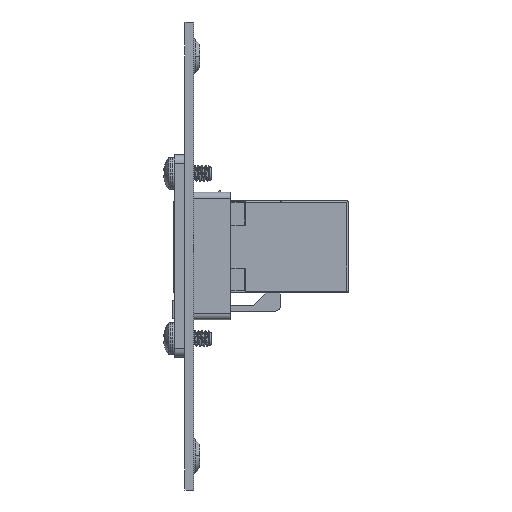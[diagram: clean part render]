
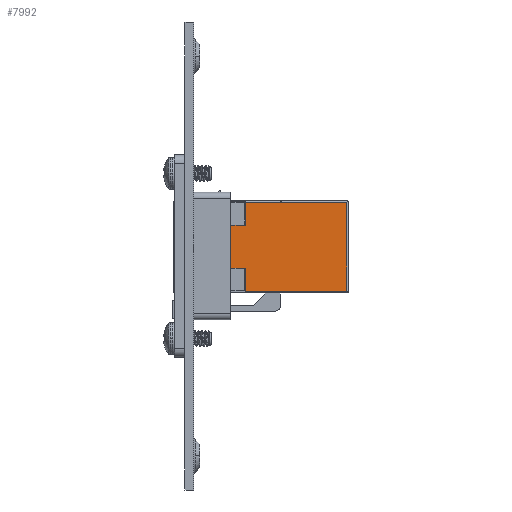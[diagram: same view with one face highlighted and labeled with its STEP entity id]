
A CAD part, left-side view. The second image highlights one B-rep face of the part: STEP entity #7992.
In plain terms, the highlighted face is planar.
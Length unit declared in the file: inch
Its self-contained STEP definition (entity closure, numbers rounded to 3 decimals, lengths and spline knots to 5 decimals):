
#201 = DIRECTION ( 'NONE',  ( 0., 1., 0. ) ) ;
#314 = DIRECTION ( 'NONE',  ( 0., 0., -1. ) ) ;
#357 = DIRECTION ( 'NONE',  ( 0., 0., -1. ) ) ;
#447 = EDGE_CURVE ( 'NONE', #8087, #7086, #9225, .T. ) ;
#545 = DIRECTION ( 'NONE',  ( 0., 0., -1. ) ) ;
#803 = VECTOR ( 'NONE', #17781, 39.37008 ) ;
#835 = EDGE_CURVE ( 'NONE', #1341, #13899, #6663, .T. ) ;
#1001 = VECTOR ( 'NONE', #11467, 39.37008 ) ;
#1030 = CARTESIAN_POINT ( 'NONE',  ( 0.2874, 0.11417, -0.14961 ) ) ;
#1090 = CARTESIAN_POINT ( 'NONE',  ( 0.2874, 0.11417, 0.14961 ) ) ;
#1264 = ORIENTED_EDGE ( 'NONE', *, *, #13219, .F. ) ;
#1341 = VERTEX_POINT ( 'NONE', #2756 ) ;
#1473 = CARTESIAN_POINT ( 'NONE',  ( 0.2874, 0.60236, -0.3189 ) ) ;
#1618 = CARTESIAN_POINT ( 'NONE',  ( 0.2874, 0.20984, 0.14961 ) ) ;
#2403 = EDGE_CURVE ( 'NONE', #9952, #13035, #15715, .T. ) ;
#2534 = AXIS2_PLACEMENT_3D ( 'NONE', #1473, #7436, #17774 ) ;
#2576 = DIRECTION ( 'NONE',  ( 0., 1., 0. ) ) ;
#2756 = CARTESIAN_POINT ( 'NONE',  ( 0.2874, -0.59055, -0.30709 ) ) ;
#3239 = ORIENTED_EDGE ( 'NONE', *, *, #9646, .F. ) ;
#4092 = ORIENTED_EDGE ( 'NONE', *, *, #2403, .F. ) ;
#4123 = ORIENTED_EDGE ( 'NONE', *, *, #7678, .F. ) ;
#4406 = DIRECTION ( 'NONE',  ( 0., -1., 0. ) ) ;
#4474 = VECTOR ( 'NONE', #201, 39.37008 ) ;
#4516 = CARTESIAN_POINT ( 'NONE',  ( 0.2874, 0.60236, 0.30709 ) ) ;
#4942 = LINE ( 'NONE', #5545, #1001 ) ;
#5212 = EDGE_CURVE ( 'NONE', #8087, #11771, #14475, .T. ) ;
#5306 = EDGE_CURVE ( 'NONE', #7086, #1341, #9603, .T. ) ;
#5545 = CARTESIAN_POINT ( 'NONE',  ( 0.2874, 0.11417, -0.14961 ) ) ;
#5568 = DIRECTION ( 'NONE',  ( 0., -1., 0. ) ) ;
#5590 = EDGE_CURVE ( 'NONE', #13035, #10622, #4942, .T. ) ;
#6383 = CARTESIAN_POINT ( 'NONE',  ( 0.2874, 0.11024, 0.30709 ) ) ;
#6663 = LINE ( 'NONE', #16886, #14093 ) ;
#7086 = VERTEX_POINT ( 'NONE', #16965 ) ;
#7436 = DIRECTION ( 'NONE',  ( -1., 0., 0. ) ) ;
#7440 = CARTESIAN_POINT ( 'NONE',  ( 0.2874, 0.11024, -0.3189 ) ) ;
#7678 = EDGE_CURVE ( 'NONE', #11771, #8085, #11600, .T. ) ;
#7685 = VECTOR ( 'NONE', #2576, 39.37008 ) ;
#7727 = CARTESIAN_POINT ( 'NONE',  ( 0.2874, 0.11024, 0.3189 ) ) ;
#7906 = FACE_OUTER_BOUND ( 'NONE', #14979, .T. ) ;
#7992 = ADVANCED_FACE ( 'NONE', ( #7906 ), #13327, .F. ) ;
#8085 = VERTEX_POINT ( 'NONE', #15267 ) ;
#8087 = VERTEX_POINT ( 'NONE', #6383 ) ;
#8420 = LINE ( 'NONE', #1618, #4474 ) ;
#8754 = VECTOR ( 'NONE', #4406, 39.37008 ) ;
#9145 = EDGE_CURVE ( 'NONE', #8085, #10552, #8420, .T. ) ;
#9225 = LINE ( 'NONE', #4516, #8754 ) ;
#9363 = ORIENTED_EDGE ( 'NONE', *, *, #447, .T. ) ;
#9492 = CARTESIAN_POINT ( 'NONE',  ( 0.2874, 0.11024, -0.30709 ) ) ;
#9603 = LINE ( 'NONE', #18280, #13065 ) ;
#9646 = EDGE_CURVE ( 'NONE', #10552, #9952, #11393, .T. ) ;
#9952 = VERTEX_POINT ( 'NONE', #14172 ) ;
#10552 = VERTEX_POINT ( 'NONE', #17538 ) ;
#10622 = VERTEX_POINT ( 'NONE', #13284 ) ;
#10654 = CARTESIAN_POINT ( 'NONE',  ( 0.2874, 0.20984, 0.3189 ) ) ;
#11393 = LINE ( 'NONE', #10654, #18816 ) ;
#11420 = VECTOR ( 'NONE', #357, 39.37008 ) ;
#11467 = DIRECTION ( 'NONE',  ( 0., -1., 0. ) ) ;
#11497 = CARTESIAN_POINT ( 'NONE',  ( 0.2874, 0.20984, -0.14961 ) ) ;
#11600 = LINE ( 'NONE', #1090, #7685 ) ;
#11767 = VECTOR ( 'NONE', #5568, 39.37008 ) ;
#11771 = VERTEX_POINT ( 'NONE', #18387 ) ;
#12464 = ORIENTED_EDGE ( 'NONE', *, *, #5590, .F. ) ;
#13035 = VERTEX_POINT ( 'NONE', #1030 ) ;
#13065 = VECTOR ( 'NONE', #545, 39.37008 ) ;
#13219 = EDGE_CURVE ( 'NONE', #10622, #13899, #19090, .T. ) ;
#13284 = CARTESIAN_POINT ( 'NONE',  ( 0.2874, 0.11024, -0.14961 ) ) ;
#13327 = PLANE ( 'NONE',  #2534 ) ;
#13899 = VERTEX_POINT ( 'NONE', #9492 ) ;
#14093 = VECTOR ( 'NONE', #19105, 39.37008 ) ;
#14172 = CARTESIAN_POINT ( 'NONE',  ( 0.2874, 0.20984, -0.14961 ) ) ;
#14331 = ORIENTED_EDGE ( 'NONE', *, *, #5306, .T. ) ;
#14475 = LINE ( 'NONE', #7727, #11420 ) ;
#14646 = ORIENTED_EDGE ( 'NONE', *, *, #5212, .F. ) ;
#14979 = EDGE_LOOP ( 'NONE', ( #14331, #16805, #1264, #12464, #4092, #3239, #17029, #4123, #14646, #9363 ) ) ;
#15267 = CARTESIAN_POINT ( 'NONE',  ( 0.2874, 0.11417, 0.14961 ) ) ;
#15715 = LINE ( 'NONE', #11497, #11767 ) ;
#16805 = ORIENTED_EDGE ( 'NONE', *, *, #835, .T. ) ;
#16886 = CARTESIAN_POINT ( 'NONE',  ( 0.2874, 0.60236, -0.30709 ) ) ;
#16965 = CARTESIAN_POINT ( 'NONE',  ( 0.2874, -0.59055, 0.30709 ) ) ;
#17029 = ORIENTED_EDGE ( 'NONE', *, *, #9145, .F. ) ;
#17538 = CARTESIAN_POINT ( 'NONE',  ( 0.2874, 0.20984, 0.14961 ) ) ;
#17774 = DIRECTION ( 'NONE',  ( 0., 0., 1. ) ) ;
#17781 = DIRECTION ( 'NONE',  ( 0., 0., -1. ) ) ;
#18280 = CARTESIAN_POINT ( 'NONE',  ( 0.2874, -0.59055, -0.3189 ) ) ;
#18387 = CARTESIAN_POINT ( 'NONE',  ( 0.2874, 0.11024, 0.14961 ) ) ;
#18816 = VECTOR ( 'NONE', #314, 39.37008 ) ;
#19090 = LINE ( 'NONE', #7440, #803 ) ;
#19105 = DIRECTION ( 'NONE',  ( 0., 1., 0. ) ) ;
